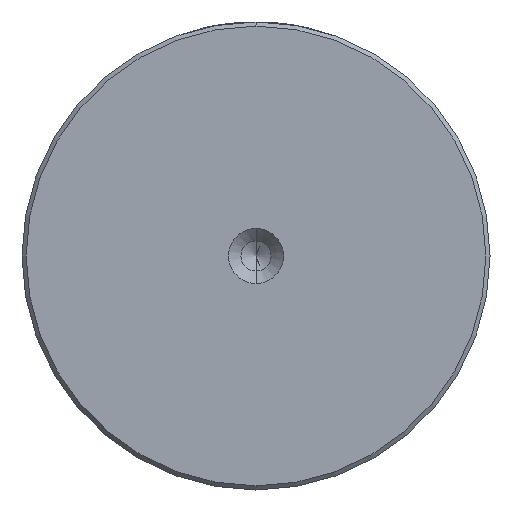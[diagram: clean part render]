
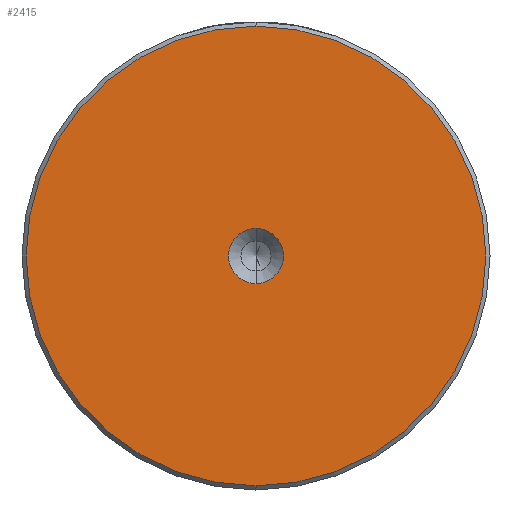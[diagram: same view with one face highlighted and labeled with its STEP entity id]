
A CAD part, left-side view. The second image highlights one B-rep face of the part: STEP entity #2415.
In plain terms, the highlighted planar face has unit normal (-1, 0, 0).
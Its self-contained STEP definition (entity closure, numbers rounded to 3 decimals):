
#12 = CARTESIAN_POINT ( 'NONE',  ( 0., 0., -3.3 ) ) ;
#58 = EDGE_CURVE ( 'NONE', #2850, #1520, #500, .T. ) ;
#61 = DIRECTION ( 'NONE',  ( 0., 0., 1. ) ) ;
#96 = EDGE_CURVE ( 'NONE', #1520, #2850, #1388, .T. ) ;
#100 = DIRECTION ( 'NONE',  ( -1., 0., 0. ) ) ;
#130 = AXIS2_PLACEMENT_3D ( 'NONE', #201, #1862, #439 ) ;
#201 = CARTESIAN_POINT ( 'NONE',  ( 0., 0., 0. ) ) ;
#281 = DIRECTION ( 'NONE',  ( -1., 0., 0. ) ) ;
#302 = CARTESIAN_POINT ( 'NONE',  ( 0., 0., 0. ) ) ;
#315 = CARTESIAN_POINT ( 'NONE',  ( 0., 0., 0. ) ) ;
#358 = DIRECTION ( 'NONE',  ( -1., 0., 0. ) ) ;
#439 = DIRECTION ( 'NONE',  ( 0., 0., 1. ) ) ;
#482 = FACE_BOUND ( 'NONE', #1877, .T. ) ;
#500 = CIRCLE ( 'NONE', #2197, 27.5 ) ;
#562 = AXIS2_PLACEMENT_3D ( 'NONE', #302, #281, #61 ) ;
#589 = ORIENTED_EDGE ( 'NONE', *, *, #96, .T. ) ;
#760 = CARTESIAN_POINT ( 'NONE',  ( 0., 0., 3.3 ) ) ;
#774 = ORIENTED_EDGE ( 'NONE', *, *, #2750, .F. ) ;
#794 = VERTEX_POINT ( 'NONE', #12 ) ;
#940 = VERTEX_POINT ( 'NONE', #760 ) ;
#1013 = ORIENTED_EDGE ( 'NONE', *, *, #1800, .F. ) ;
#1111 = CIRCLE ( 'NONE', #1457, 3.3 ) ;
#1170 = EDGE_LOOP ( 'NONE', ( #1202, #589 ) ) ;
#1202 = ORIENTED_EDGE ( 'NONE', *, *, #58, .T. ) ;
#1388 = CIRCLE ( 'NONE', #562, 27.5 ) ;
#1457 = AXIS2_PLACEMENT_3D ( 'NONE', #1786, #358, #2013 ) ;
#1512 = AXIS2_PLACEMENT_3D ( 'NONE', #315, #100, #2458 ) ;
#1520 = VERTEX_POINT ( 'NONE', #1627 ) ;
#1599 = DIRECTION ( 'NONE',  ( 0., 0., 1. ) ) ;
#1607 = DIRECTION ( 'NONE',  ( -1., 0., 0. ) ) ;
#1622 = CARTESIAN_POINT ( 'NONE',  ( 0., 0., 0. ) ) ;
#1627 = CARTESIAN_POINT ( 'NONE',  ( 0., 0., 27.5 ) ) ;
#1786 = CARTESIAN_POINT ( 'NONE',  ( 0., 0., 0. ) ) ;
#1800 = EDGE_CURVE ( 'NONE', #940, #794, #1111, .T. ) ;
#1822 = FACE_OUTER_BOUND ( 'NONE', #1170, .T. ) ;
#1862 = DIRECTION ( 'NONE',  ( -1., 0., 0. ) ) ;
#1877 = EDGE_LOOP ( 'NONE', ( #1013, #774 ) ) ;
#2013 = DIRECTION ( 'NONE',  ( 0., 0., 1. ) ) ;
#2104 = CARTESIAN_POINT ( 'NONE',  ( 0., 0., -27.5 ) ) ;
#2197 = AXIS2_PLACEMENT_3D ( 'NONE', #1622, #1607, #1599 ) ;
#2212 = PLANE ( 'NONE',  #1512 ) ;
#2415 = ADVANCED_FACE ( 'NONE', ( #1822, #482 ), #2212, .T. ) ;
#2458 = DIRECTION ( 'NONE',  ( 0., 0., 1. ) ) ;
#2657 = CIRCLE ( 'NONE', #130, 3.3 ) ;
#2750 = EDGE_CURVE ( 'NONE', #794, #940, #2657, .T. ) ;
#2850 = VERTEX_POINT ( 'NONE', #2104 ) ;
